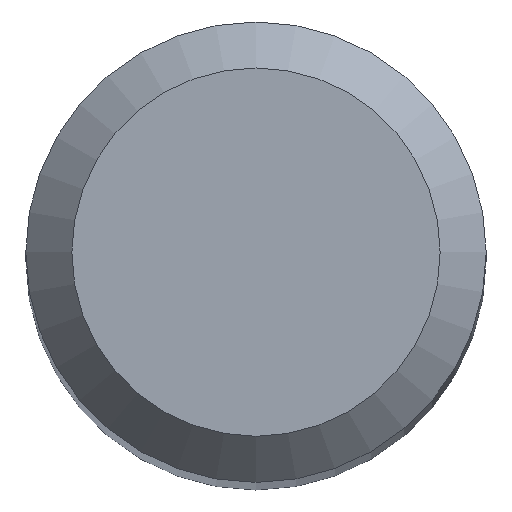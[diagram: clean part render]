
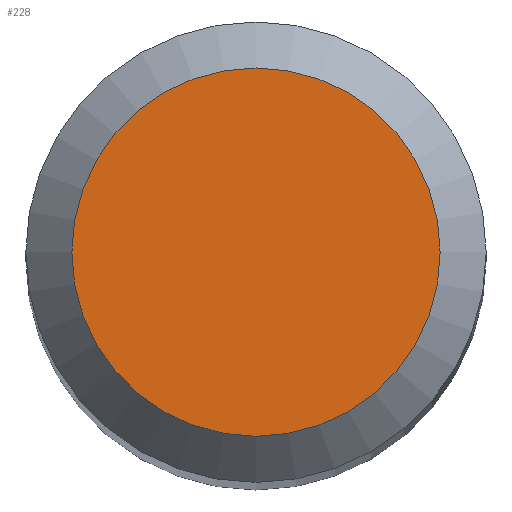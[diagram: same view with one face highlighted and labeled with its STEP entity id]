
A CAD part, top view. The second image highlights one B-rep face of the part: STEP entity #228.
In plain terms, the highlighted planar face has unit normal (0, 0, 1).
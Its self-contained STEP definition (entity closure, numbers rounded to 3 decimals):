
#3 = DIRECTION ( 'NONE',  ( 0., 0., -1. ) ) ;
#12 = EDGE_LOOP ( 'NONE', ( #29 ) ) ;
#29 = ORIENTED_EDGE ( 'NONE', *, *, #169, .F. ) ;
#43 = CARTESIAN_POINT ( 'NONE',  ( 0., 1.2, 50. ) ) ;
#49 = VERTEX_POINT ( 'NONE', #43 ) ;
#51 = AXIS2_PLACEMENT_3D ( 'NONE', #269, #3, #298 ) ;
#156 = CARTESIAN_POINT ( 'NONE',  ( 0., 0., 50. ) ) ;
#169 = EDGE_CURVE ( 'NONE', #49, #49, #275, .T. ) ;
#198 = PLANE ( 'NONE',  #51 ) ;
#228 = ADVANCED_FACE ( 'NONE', ( #248 ), #198, .F. ) ;
#248 = FACE_OUTER_BOUND ( 'NONE', #12, .T. ) ;
#263 = AXIS2_PLACEMENT_3D ( 'NONE', #156, #279, #270 ) ;
#269 = CARTESIAN_POINT ( 'NONE',  ( 0., 0., 50. ) ) ;
#270 = DIRECTION ( 'NONE',  ( 0., 1., 0. ) ) ;
#275 = CIRCLE ( 'NONE', #263, 1.2 ) ;
#279 = DIRECTION ( 'NONE',  ( 0., 0., -1. ) ) ;
#298 = DIRECTION ( 'NONE',  ( 0., 1., 0. ) ) ;
